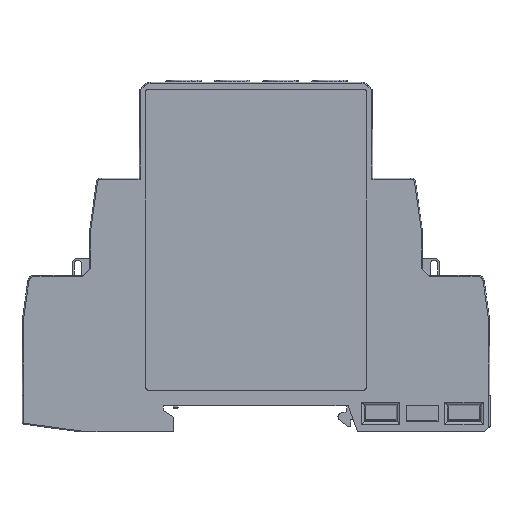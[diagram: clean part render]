
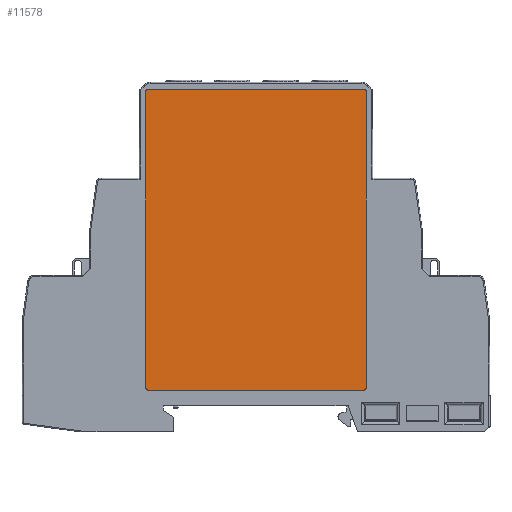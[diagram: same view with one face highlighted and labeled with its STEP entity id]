
A CAD part, left-side view. The second image highlights one B-rep face of the part: STEP entity #11578.
In plain terms, the highlighted planar face has unit normal (-1, 0, 0).
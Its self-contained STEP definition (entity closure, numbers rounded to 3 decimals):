
#876=FACE_OUTER_BOUND('',#1522,.T.);
#1522=EDGE_LOOP('',(#8932,#8933,#8934,#8935,#8936,#8937,#8938,#8939));
#1996=CIRCLE('',#12425,0.5);
#1998=CIRCLE('',#12429,0.5);
#2010=CIRCLE('',#12515,0.5);
#2012=CIRCLE('',#12519,0.5);
#2724=LINE('',#18214,#3810);
#2848=LINE('',#18492,#3934);
#2852=LINE('',#18504,#3938);
#2856=LINE('',#18515,#3942);
#3810=VECTOR('',#14697,56.9);
#3934=VECTOR('',#14993,41.4);
#3938=VECTOR('',#15005,56.9);
#3942=VECTOR('',#15017,41.4);
#4940=VERTEX_POINT('',#18204);
#4941=VERTEX_POINT('',#18205);
#4944=VERTEX_POINT('',#18213);
#4946=VERTEX_POINT('',#18219);
#5012=VERTEX_POINT('',#18491);
#5014=VERTEX_POINT('',#18497);
#5016=VERTEX_POINT('',#18503);
#5018=VERTEX_POINT('',#18509);
#6266=EDGE_CURVE('',#4940,#4941,#1996,.T.);
#6270=EDGE_CURVE('',#4941,#4944,#2724,.T.);
#6273=EDGE_CURVE('',#4944,#4946,#1998,.T.);
#6410=EDGE_CURVE('',#4940,#5012,#2848,.T.);
#6413=EDGE_CURVE('',#5012,#5014,#2010,.T.);
#6416=EDGE_CURVE('',#5014,#5016,#2852,.T.);
#6419=EDGE_CURVE('',#5016,#5018,#2012,.T.);
#6422=EDGE_CURVE('',#4946,#5018,#2856,.T.);
#8932=ORIENTED_EDGE('',*,*,#6270,.T.);
#8933=ORIENTED_EDGE('',*,*,#6273,.T.);
#8934=ORIENTED_EDGE('',*,*,#6422,.T.);
#8935=ORIENTED_EDGE('',*,*,#6419,.F.);
#8936=ORIENTED_EDGE('',*,*,#6416,.F.);
#8937=ORIENTED_EDGE('',*,*,#6413,.F.);
#8938=ORIENTED_EDGE('',*,*,#6410,.F.);
#8939=ORIENTED_EDGE('',*,*,#6266,.T.);
#10430=PLANE('',#12522);
#11578=ADVANCED_FACE('',(#876),#10430,.T.);
#12425=AXIS2_PLACEMENT_3D('',#18206,#14689,#14690);
#12429=AXIS2_PLACEMENT_3D('',#18220,#14702,#14703);
#12515=AXIS2_PLACEMENT_3D('',#18498,#14998,#14999);
#12519=AXIS2_PLACEMENT_3D('',#18510,#15010,#15011);
#12522=AXIS2_PLACEMENT_3D('',#18517,#15019,#15020);
#14689=DIRECTION('center_axis',(-1.,0.,0.));
#14690=DIRECTION('ref_axis',(0.,0.,
1.));
#14697=DIRECTION('',(0.,0.,1.));
#14702=DIRECTION('center_axis',(-1.,0.,0.));
#14703=DIRECTION('ref_axis',(0.,1.,0.));
#14993=DIRECTION('',(0.,1.,0.));
#14998=DIRECTION('center_axis',(1.,0.,0.));
#14999=DIRECTION('ref_axis',(0.,0.,
1.));
#15005=DIRECTION('',(0.,0.,1.));
#15010=DIRECTION('center_axis',(1.,0.,0.));
#15011=DIRECTION('ref_axis',(0.,-1.,0.));
#15017=DIRECTION('',(0.,1.,0.));
#15019=DIRECTION('center_axis',(-1.,0.,0.));
#15020=DIRECTION('ref_axis',(0.,-1.,0.));
#18204=CARTESIAN_POINT('',(-8.75,-20.75,8.));
#18205=CARTESIAN_POINT('',(-8.75,-21.25,8.5));
#18206=CARTESIAN_POINT('Origin',(-8.75,-20.75,8.5));
#18213=CARTESIAN_POINT('',(-8.75,-21.25,65.4));
#18214=CARTESIAN_POINT('',(-8.75,-21.25,8.5));
#18219=CARTESIAN_POINT('',(-8.75,-20.75,65.9));
#18220=CARTESIAN_POINT('Origin',(-8.75,-20.75,65.4));
#18491=CARTESIAN_POINT('',(-8.75,20.65,8.));
#18492=CARTESIAN_POINT('',(-8.75,-20.75,8.));
#18497=CARTESIAN_POINT('',(-8.75,21.15,8.5));
#18498=CARTESIAN_POINT('Origin',(-8.75,20.65,8.5));
#18503=CARTESIAN_POINT('',(-8.75,21.15,65.4));
#18504=CARTESIAN_POINT('',(-8.75,21.15,8.5));
#18509=CARTESIAN_POINT('',(-8.75,20.65,65.9));
#18510=CARTESIAN_POINT('Origin',(-8.75,20.65,65.4));
#18515=CARTESIAN_POINT('',(-8.75,-20.75,65.9));
#18517=CARTESIAN_POINT('Origin',(-8.75,-0.05,65.9));
